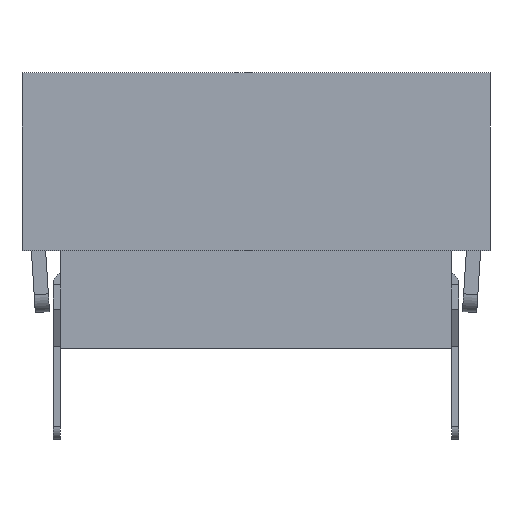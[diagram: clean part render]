
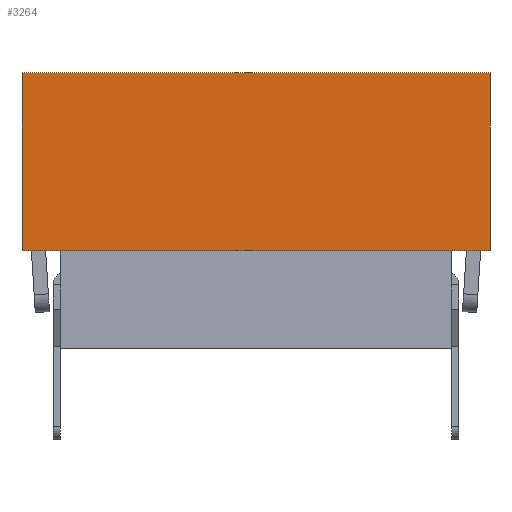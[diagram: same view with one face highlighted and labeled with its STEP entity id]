
A CAD part, front view. The second image highlights one B-rep face of the part: STEP entity #3264.
In plain terms, the highlighted planar face has unit normal (0, -1, 0).
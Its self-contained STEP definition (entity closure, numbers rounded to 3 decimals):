
#3264=ADVANCED_FACE('',(#6032),#6034,.T.);
#6032=FACE_BOUND('',#6033,.T.);
#6033=EDGE_LOOP('',(#7987,#7988,#7989,#7990));
#6034=PLANE('',#6035);
#6035=AXIS2_PLACEMENT_3D('',#6036,#6037,#6038);
#6036=CARTESIAN_POINT('',(24.35,-4.75,5.5));
#6037=DIRECTION('',(0.,-1.,0.));
#6038=DIRECTION('',(0.,0.,1.));
#7987=ORIENTED_EDGE('',*,*,#9000,.T.);
#7988=ORIENTED_EDGE('',*,*,#9001,.T.);
#7989=ORIENTED_EDGE('',*,*,#9002,.F.);
#7990=ORIENTED_EDGE('',*,*,#8946,.F.);
#8946=EDGE_CURVE('',#10304,#10306,#10307,.T.);
#9000=EDGE_CURVE('',#10304,#10398,#10400,.T.);
#9001=EDGE_CURVE('',#10398,#10401,#10402,.T.);
#9002=EDGE_CURVE('',#10306,#10401,#10403,.T.);
#10304=VERTEX_POINT('',#13826);
#10306=VERTEX_POINT('',#13830);
#10307=LINE('',#13831,#13832);
#10398=VERTEX_POINT('',#14028);
#10400=LINE('',#14032,#14033);
#10401=VERTEX_POINT('',#14035);
#10402=LINE('',#14036,#14037);
#10403=LINE('',#14039,#14040);
#13826=CARTESIAN_POINT('',(24.35,-4.75,5.5));
#13830=CARTESIAN_POINT('',(-1.95,-4.75,5.5));
#13831=CARTESIAN_POINT('',(24.35,-4.75,5.5));
#13832=VECTOR('',#13833,1.);
#13833=DIRECTION('',(-1.,0.,0.));
#14028=CARTESIAN_POINT('',(24.35,-4.75,15.5));
#14032=CARTESIAN_POINT('',(24.35,-4.75,5.5));
#14033=VECTOR('',#14034,1.);
#14034=DIRECTION('',(0.,0.,1.));
#14035=CARTESIAN_POINT('',(-1.95,-4.75,15.5));
#14036=CARTESIAN_POINT('',(24.35,-4.75,15.5));
#14037=VECTOR('',#14038,1.);
#14038=DIRECTION('',(-1.,0.,0.));
#14039=CARTESIAN_POINT('',(-1.95,-4.75,5.5));
#14040=VECTOR('',#14041,1.);
#14041=DIRECTION('',(0.,0.,1.));
